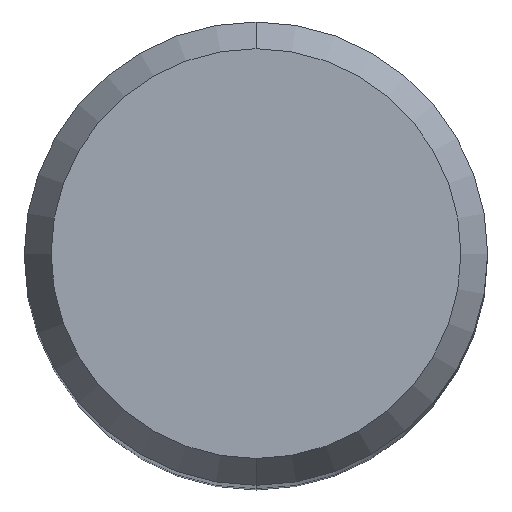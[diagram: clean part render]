
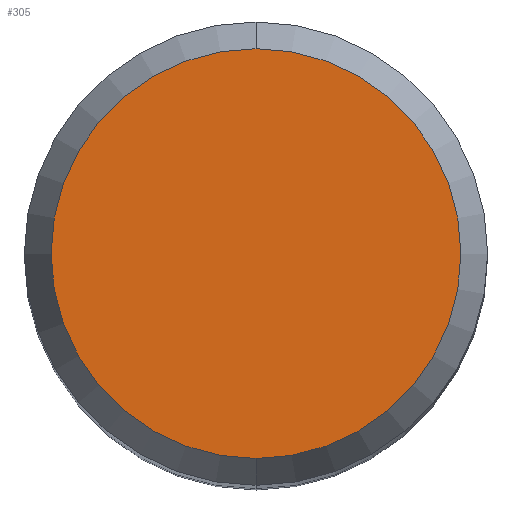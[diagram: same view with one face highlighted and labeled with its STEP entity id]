
A CAD part, top view. The second image highlights one B-rep face of the part: STEP entity #305.
In plain terms, the highlighted planar face has unit normal (0, 0, 1).
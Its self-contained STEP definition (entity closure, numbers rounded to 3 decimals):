
#301=EDGE_CURVE('',#317,#319,#607,.T.);
#305=ADVANCED_FACE('',(#611),#612,.T.);
#317=VERTEX_POINT('',#625);
#319=VERTEX_POINT('',#627);
#321=EDGE_CURVE('',#319,#317,#629,.T.);
#607=CIRCLE('',#1065,4.423);
#611=FACE_OUTER_BOUND('',#1071,.T.);
#612=PLANE('',#1072);
#625=CARTESIAN_POINT('',(0.,-4.423,0.0));
#627=CARTESIAN_POINT('',(0.0,4.423,0.0));
#629=CIRCLE('',#1093,4.423);
#1065=AXIS2_PLACEMENT_3D('',#1577,#1578,#1579);
#1071=EDGE_LOOP('',(#1582,#1583));
#1072=AXIS2_PLACEMENT_3D('',#1584,#1585,#1586);
#1093=AXIS2_PLACEMENT_3D('',#1599,#1600,#1601);
#1577=CARTESIAN_POINT('',(0.0,0.0,0.0));
#1578=DIRECTION('',(0.0,0.0,-1.0));
#1579=DIRECTION('',(0.0,1.0,0.0));
#1582=ORIENTED_EDGE('',*,*,#321,.F.);
#1583=ORIENTED_EDGE('',*,*,#301,.F.);
#1584=CARTESIAN_POINT('',(0.0,2.211,0.0));
#1585=DIRECTION('',(-0.0,0.0,1.0));
#1586=DIRECTION('',(0.0,-1.0,0.0));
#1599=CARTESIAN_POINT('',(0.0,0.0,0.0));
#1600=DIRECTION('',(0.0,0.0,-1.0));
#1601=DIRECTION('',(0.0,1.0,0.0));
